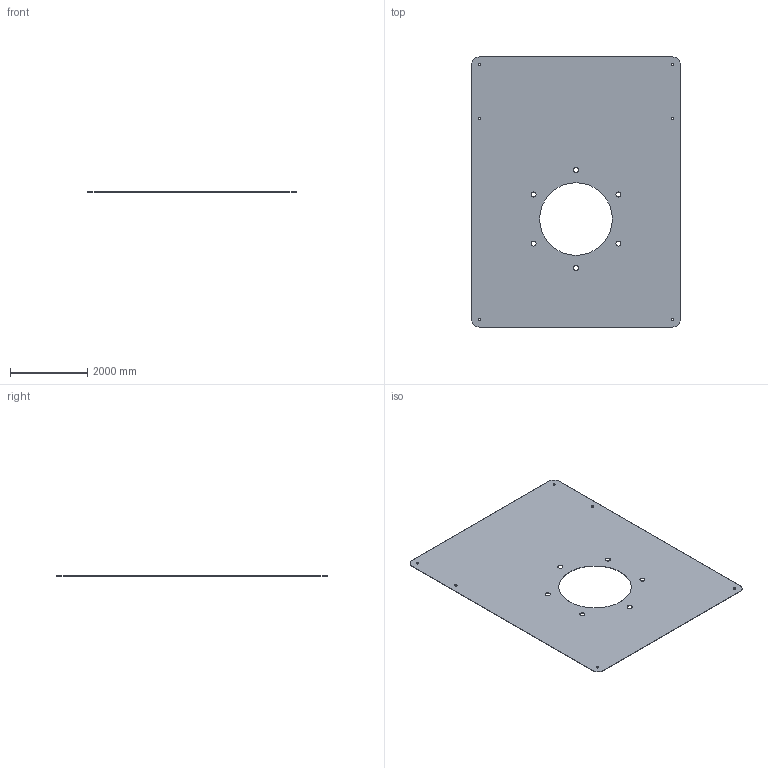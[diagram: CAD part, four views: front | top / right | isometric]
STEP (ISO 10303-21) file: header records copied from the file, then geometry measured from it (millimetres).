
FILE_DESCRIPTION(/* description */ (''),/* implementation_level */ '2;1');
FILE_NAME(/* name */ '19976.125X_3D.stp',/* time_stamp */ '2024-12-12T07:55:40+01:00',/* author */ ('CAD'),/* organization */ (''),/* preprocessor_version */ 'ST-DEVELOPER v20',/* originating_system */ 'AutoCAD Mechanical',/* authorisation */ '');
FILE_SCHEMA (('AUTOMOTIVE_DESIGN { 1 0 10303 214 3 1 1 }'));
Length unit declared in the file: centimetre
Products named in the file (2): Product; *S0
Assembly tree (1 placements, depth 2):
  Product
    *S0
Bounding box: 5400 x 7000 x 10 mm (x, y, z)
Volume: 348931484.6 mm3; surface area: 70125739.4 mm2
Topology: 1 solids, 1 shells, 23 faces, 63 edges, 42 vertices
Faces by surface type: cylinder 17, plane 6
Full cylindrical faces by diameter (mm): 60 x6, 130 x6, 1880 x1
Entity records: 846 total; most frequent: DIRECTION 149, CARTESIAN_POINT 131, ORIENTED_EDGE 126, EDGE_CURVE 63, AXIS2_PLACEMENT_3D 60, EDGE_LOOP 49, VERTEX_POINT 42, CIRCLE 34
